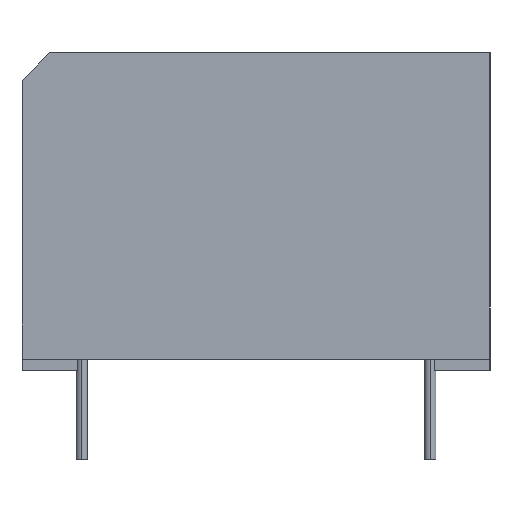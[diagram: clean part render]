
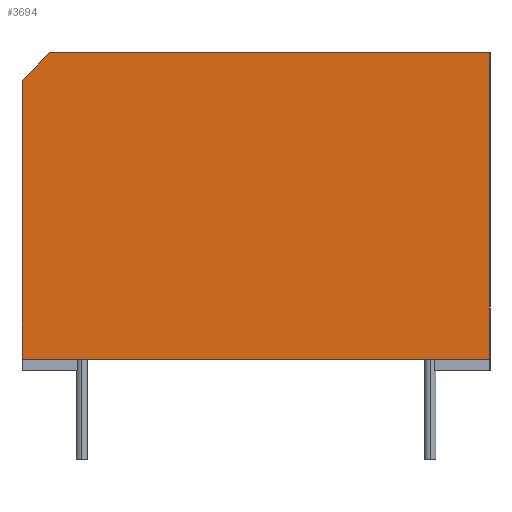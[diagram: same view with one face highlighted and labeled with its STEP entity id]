
A CAD part, left-side view. The second image highlights one B-rep face of the part: STEP entity #3694.
In plain terms, the highlighted free-form (B-spline) face has degree [1, 1] with [2, 2] control points.
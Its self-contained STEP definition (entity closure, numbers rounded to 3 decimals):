
#3631=CARTESIAN_POINT('',(-8.85,8.4,10.4));
#3632=VERTEX_POINT('',#3631);
#3639=CARTESIAN_POINT('',(-8.85,7.4,11.4));
#3640=VERTEX_POINT('',#3639);
#3641=CARTESIAN_POINT('',(-8.85,8.4,10.4));
#3642=DIRECTION('',(0.0,-0.707,0.707));
#3643=VECTOR('',#3642,1.414);
#3644=LINE('',#3641,#3643);
#3645=EDGE_CURVE('',#3632,#3640,#3644,.T.);
#3656=CARTESIAN_POINT('',(-8.85,-8.4,11.4));
#3657=CARTESIAN_POINT('',(-8.85,-8.4,0.4));
#3658=CARTESIAN_POINT('',(-8.85,8.4,11.4));
#3659=CARTESIAN_POINT('',(-8.85,8.4,0.4));
#3660=B_SPLINE_SURFACE_WITH_KNOTS('',1,1,((#3656,#3658),(#3657,#3659)),.UNSPECIFIED.,.F.,.F.,.U.,(2,2),(2,2),(0.0,11.0),(0.0,16.8),.UNSPECIFIED.);
#3661=ORIENTED_EDGE('',*,*,#3645,.F.);
#3662=CARTESIAN_POINT('',(-8.85,8.4,0.4));
#3663=VERTEX_POINT('',#3662);
#3664=CARTESIAN_POINT('',(-8.85,8.4,10.4));
#3665=DIRECTION('',(0.0,0.0,-1.0));
#3666=VECTOR('',#3665,10.0);
#3667=LINE('',#3664,#3666);
#3668=EDGE_CURVE('',#3632,#3663,#3667,.T.);
#3669=ORIENTED_EDGE('',*,*,#3668,.T.);
#3670=CARTESIAN_POINT('',(-8.85,-8.4,0.4));
#3671=VERTEX_POINT('',#3670);
#3672=CARTESIAN_POINT('',(-8.85,8.4,0.4));
#3673=DIRECTION('',(0.0,-1.0,0.0));
#3674=VECTOR('',#3673,16.8);
#3675=LINE('',#3672,#3674);
#3676=EDGE_CURVE('',#3663,#3671,#3675,.T.);
#3677=ORIENTED_EDGE('',*,*,#3676,.T.);
#3678=CARTESIAN_POINT('',(-8.85,-8.4,11.4));
#3679=VERTEX_POINT('',#3678);
#3680=CARTESIAN_POINT('',(-8.85,-8.4,11.4));
#3681=DIRECTION('',(0.0,0.0,-1.0));
#3682=VECTOR('',#3681,11.0);
#3683=LINE('',#3680,#3682);
#3684=EDGE_CURVE('',#3679,#3671,#3683,.T.);
#3685=ORIENTED_EDGE('',*,*,#3684,.F.);
#3686=CARTESIAN_POINT('',(-8.85,-8.4,11.4));
#3687=DIRECTION('',(0.0,1.0,0.0));
#3688=VECTOR('',#3687,15.8);
#3689=LINE('',#3686,#3688);
#3690=EDGE_CURVE('',#3679,#3640,#3689,.T.);
#3691=ORIENTED_EDGE('',*,*,#3690,.T.);
#3692=EDGE_LOOP('',(#3661,#3669,#3677,#3685,#3691));
#3693=FACE_OUTER_BOUND('',#3692,.T.);
#3694=ADVANCED_FACE('',(#3693),#3660,.F.);
